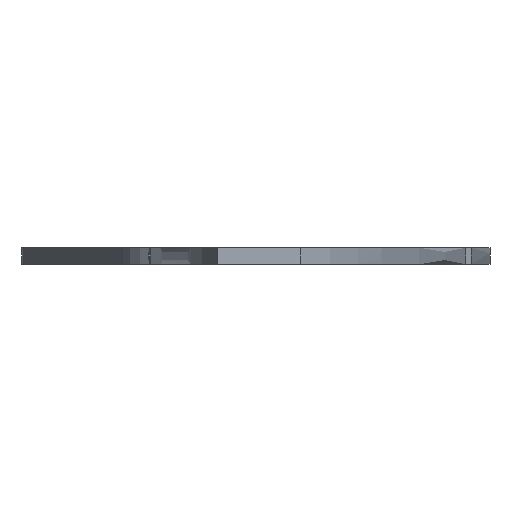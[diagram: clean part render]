
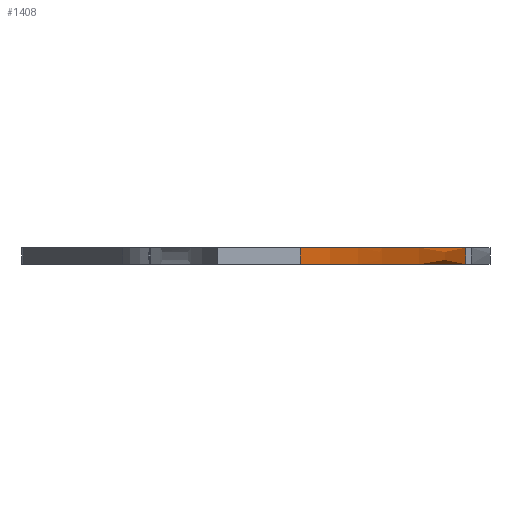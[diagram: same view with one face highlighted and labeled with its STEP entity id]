
A CAD part, left-side view. The second image highlights one B-rep face of the part: STEP entity #1408.
In plain terms, the highlighted face is a extrusion surface.
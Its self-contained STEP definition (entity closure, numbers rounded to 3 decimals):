
#40=CARTESIAN_POINT('Vertex',(7.472,-18.676,3.)) ;
#56=CARTESIAN_POINT('Vertex',(7.472,-18.676,0.)) ;
#59=CARTESIAN_POINT('Line Origine',(7.472,-18.676,1.5)) ;
#1327=CARTESIAN_POINT('Vertex',(99.069,-48.783,3.)) ;
#1330=CARTESIAN_POINT('Line Origine',(99.069,-48.783,1.5)) ;
#1334=CARTESIAN_POINT('Vertex',(99.069,-48.783,0.)) ;
#1350=CARTESIAN_POINT('Control Point',(7.472,-18.676,0.)) ;
#1351=CARTESIAN_POINT('Control Point',(8.514,-19.616,0.)) ;
#1352=CARTESIAN_POINT('Control Point',(9.6,-20.502,0.)) ;
#1353=CARTESIAN_POINT('Control Point',(10.718,-21.345,0.)) ;
#1354=CARTESIAN_POINT('Control Point',(15.678,-24.839,0.)) ;
#1355=CARTESIAN_POINT('Control Point',(21.038,-27.729,0.)) ;
#1356=CARTESIAN_POINT('Control Point',(25.149,-29.704,0.)) ;
#1357=CARTESIAN_POINT('Control Point',(37.514,-35.001,0.)) ;
#1358=CARTESIAN_POINT('Control Point',(50.363,-39.048,0.)) ;
#1359=CARTESIAN_POINT('Control Point',(58.765,-41.316,0.)) ;
#1360=CARTESIAN_POINT('Control Point',(71.904,-44.339,0.)) ;
#1361=CARTESIAN_POINT('Control Point',(85.171,-46.717,0.)) ;
#1362=CARTESIAN_POINT('Control Point',(89.796,-47.472,0.)) ;
#1363=CARTESIAN_POINT('Control Point',(94.429,-48.159,0.)) ;
#1364=CARTESIAN_POINT('Control Point',(99.069,-48.783,0.)) ;
#1369=CARTESIAN_POINT('Control Point',(7.472,-18.676,3.)) ;
#1370=CARTESIAN_POINT('Control Point',(8.514,-19.616,3.)) ;
#1371=CARTESIAN_POINT('Control Point',(9.6,-20.502,3.)) ;
#1372=CARTESIAN_POINT('Control Point',(10.718,-21.345,3.)) ;
#1373=CARTESIAN_POINT('Control Point',(15.678,-24.839,3.)) ;
#1374=CARTESIAN_POINT('Control Point',(21.038,-27.729,3.)) ;
#1375=CARTESIAN_POINT('Control Point',(25.149,-29.704,3.)) ;
#1376=CARTESIAN_POINT('Control Point',(37.514,-35.001,3.)) ;
#1377=CARTESIAN_POINT('Control Point',(50.363,-39.048,3.)) ;
#1378=CARTESIAN_POINT('Control Point',(58.765,-41.316,3.)) ;
#1379=CARTESIAN_POINT('Control Point',(71.904,-44.339,3.)) ;
#1380=CARTESIAN_POINT('Control Point',(85.171,-46.717,3.)) ;
#1381=CARTESIAN_POINT('Control Point',(89.796,-47.472,3.)) ;
#1382=CARTESIAN_POINT('Control Point',(94.429,-48.159,3.)) ;
#1383=CARTESIAN_POINT('Control Point',(99.069,-48.783,3.)) ;
#1386=CARTESIAN_POINT('Control Point',(7.472,-18.676,0.)) ;
#1387=CARTESIAN_POINT('Control Point',(8.514,-19.616,0.)) ;
#1388=CARTESIAN_POINT('Control Point',(9.6,-20.502,0.)) ;
#1389=CARTESIAN_POINT('Control Point',(10.718,-21.345,0.)) ;
#1390=CARTESIAN_POINT('Control Point',(15.678,-24.839,0.)) ;
#1391=CARTESIAN_POINT('Control Point',(21.038,-27.729,0.)) ;
#1392=CARTESIAN_POINT('Control Point',(25.149,-29.704,0.)) ;
#1393=CARTESIAN_POINT('Control Point',(37.514,-35.001,0.)) ;
#1394=CARTESIAN_POINT('Control Point',(50.363,-39.048,0.)) ;
#1395=CARTESIAN_POINT('Control Point',(58.765,-41.316,0.)) ;
#1396=CARTESIAN_POINT('Control Point',(71.904,-44.339,0.)) ;
#1397=CARTESIAN_POINT('Control Point',(85.171,-46.717,0.)) ;
#1398=CARTESIAN_POINT('Control Point',(89.796,-47.472,0.)) ;
#1399=CARTESIAN_POINT('Control Point',(94.429,-48.159,0.)) ;
#1400=CARTESIAN_POINT('Control Point',(99.069,-48.783,0.)) ;
#61=VECTOR('Line Direction',#60,1.) ;
#1332=VECTOR('Line Direction',#1331,1.) ;
#1366=VECTOR('Extrusion Surface Vector',#1365,1.) ;
#60=DIRECTION('Vector Direction',(0.,0.,1.)) ;
#1331=DIRECTION('Vector Direction',(0.,0.,1.)) ;
#1365=DIRECTION('Vector Direction',(0.,0.,1.)) ;
#62=LINE('Line',#59,#61) ;
#1333=LINE('Line',#1330,#1332) ;
#63=EDGE_CURVE('',#57,#41,#62,.T.) ;
#1336=EDGE_CURVE('',#1335,#1328,#1333,.T.) ;
#1384=EDGE_CURVE('',#1328,#41,#1368,.F.) ;
#1401=EDGE_CURVE('',#1335,#57,#1385,.F.) ;
#1403=ORIENTED_EDGE('',*,*,#1384,.T.) ;
#1404=ORIENTED_EDGE('',*,*,#63,.F.) ;
#1405=ORIENTED_EDGE('',*,*,#1401,.F.) ;
#1406=ORIENTED_EDGE('',*,*,#1336,.T.) ;
#1402=EDGE_LOOP('',(#1403,#1404,#1405,#1406)) ;
#41=VERTEX_POINT('',#40) ;
#57=VERTEX_POINT('',#56) ;
#1328=VERTEX_POINT('',#1327) ;
#1335=VERTEX_POINT('',#1334) ;
#1408=ADVANCED_FACE('PartBody',(#1407),#1367,.T.) ;
#1349=B_SPLINE_CURVE_WITH_KNOTS('',5,(#1350,#1351,#1352,#1353,#1354,#1355,#1356,#1357,#1358,#1359,#1360,#1361,#1362,#1363,#1364),.UNSPECIFIED.,.F.,.U.,(6,3,3,3,6),(0.,7.038,30.279,74.157,97.56),.UNSPECIFIED.) ;
#1368=B_SPLINE_CURVE_WITH_KNOTS('',5,(#1369,#1370,#1371,#1372,#1373,#1374,#1375,#1376,#1377,#1378,#1379,#1380,#1381,#1382,#1383),.UNSPECIFIED.,.F.,.U.,(6,3,3,3,6),(500000.,500007.048,500030.324,500074.265,500097.703),.UNSPECIFIED.) ;
#1385=B_SPLINE_CURVE_WITH_KNOTS('',5,(#1386,#1387,#1388,#1389,#1390,#1391,#1392,#1393,#1394,#1395,#1396,#1397,#1398,#1399,#1400),.UNSPECIFIED.,.F.,.U.,(6,3,3,3,6),(500000.,500007.048,500030.324,500074.265,500097.703),.UNSPECIFIED.) ;
#1407=FACE_OUTER_BOUND('',#1402,.T.) ;
#1367=SURFACE_OF_LINEAR_EXTRUSION('generated tabulated cylinder',#1349,#1366) ;
